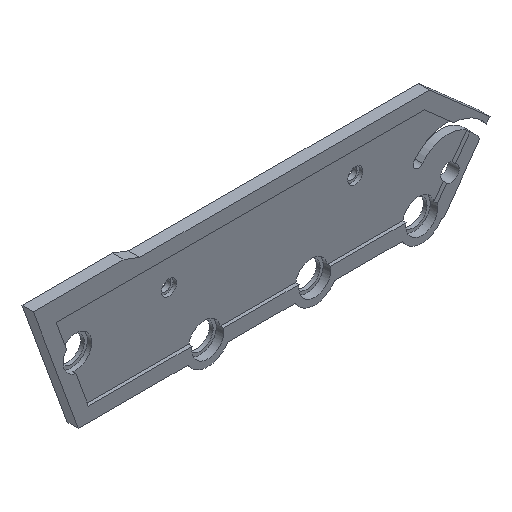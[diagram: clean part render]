
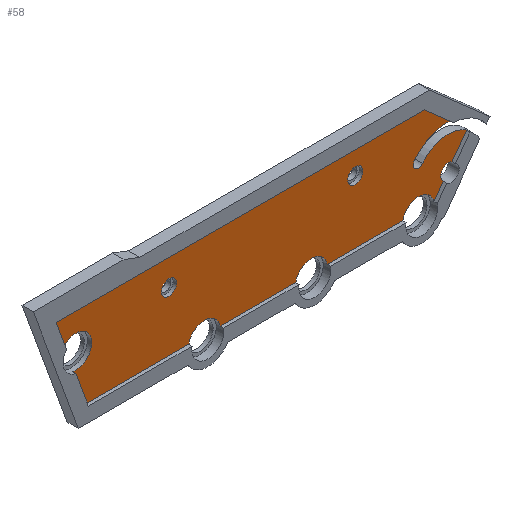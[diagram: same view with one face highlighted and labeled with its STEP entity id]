
A CAD part, isometric view. The second image highlights one B-rep face of the part: STEP entity #58.
In plain terms, the highlighted planar face has unit normal (0, -1, 0).
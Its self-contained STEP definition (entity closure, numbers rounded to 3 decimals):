
#58=ADVANCED_FACE('',(#136,#138,#140),#142,.T.);
#136=FACE_BOUND('',#137,.T.);
#137=EDGE_LOOP('',(#543,#544,#545,#546,#547,#548,#549,#550,#551,#552,#553,#554,#555,
#556,#557,#558,#559,#560));
#138=FACE_BOUND('',#139,.T.);
#139=EDGE_LOOP('',(#561));
#140=FACE_BOUND('',#141,.T.);
#141=EDGE_LOOP('',(#562));
#142=PLANE('',#143);
#143=AXIS2_PLACEMENT_3D('',#144,#145,#146);
#144=CARTESIAN_POINT('',(0.,2.2,0.));
#145=DIRECTION('',(0.,-1.,0.));
#146=DIRECTION('',(1.,0.,0.));
#543=ORIENTED_EDGE('',*,*,#783,.T.);
#544=ORIENTED_EDGE('',*,*,#773,.T.);
#545=ORIENTED_EDGE('',*,*,#784,.T.);
#546=ORIENTED_EDGE('',*,*,#785,.T.);
#547=ORIENTED_EDGE('',*,*,#786,.F.);
#548=ORIENTED_EDGE('',*,*,#787,.T.);
#549=ORIENTED_EDGE('',*,*,#788,.T.);
#550=ORIENTED_EDGE('',*,*,#789,.F.);
#551=ORIENTED_EDGE('',*,*,#790,.T.);
#552=ORIENTED_EDGE('',*,*,#791,.F.);
#553=ORIENTED_EDGE('',*,*,#792,.T.);
#554=ORIENTED_EDGE('',*,*,#793,.F.);
#555=ORIENTED_EDGE('',*,*,#794,.T.);
#556=ORIENTED_EDGE('',*,*,#795,.F.);
#557=ORIENTED_EDGE('',*,*,#796,.F.);
#558=ORIENTED_EDGE('',*,*,#775,.T.);
#559=ORIENTED_EDGE('',*,*,#797,.T.);
#560=ORIENTED_EDGE('',*,*,#798,.T.);
#561=ORIENTED_EDGE('',*,*,#799,.F.);
#562=ORIENTED_EDGE('',*,*,#800,.F.);
#773=EDGE_CURVE('',#927,#929,#931,.T.);
#775=EDGE_CURVE('',#934,#932,#935,.T.);
#783=EDGE_CURVE('',#947,#927,#948,.F.);
#784=EDGE_CURVE('',#929,#949,#950,.T.);
#785=EDGE_CURVE('',#949,#951,#952,.T.);
#786=EDGE_CURVE('',#953,#951,#954,.F.);
#787=EDGE_CURVE('',#953,#955,#956,.T.);
#788=EDGE_CURVE('',#955,#957,#958,.T.);
#789=EDGE_CURVE('',#959,#957,#960,.F.);
#790=EDGE_CURVE('',#959,#961,#962,.T.);
#791=EDGE_CURVE('',#963,#961,#964,.F.);
#792=EDGE_CURVE('',#963,#965,#966,.T.);
#793=EDGE_CURVE('',#967,#965,#968,.F.);
#794=EDGE_CURVE('',#967,#969,#970,.T.);
#795=EDGE_CURVE('',#971,#969,#972,.F.);
#796=EDGE_CURVE('',#934,#971,#973,.F.);
#797=EDGE_CURVE('',#932,#974,#975,.F.);
#798=EDGE_CURVE('',#974,#947,#976,.F.);
#799=EDGE_CURVE('',#977,#977,#978,.F.);
#800=EDGE_CURVE('',#979,#979,#980,.F.);
#927=VERTEX_POINT('',#1221);
#929=VERTEX_POINT('',#1225);
#931=LINE('',#1229,#1230);
#932=VERTEX_POINT('',#1232);
#934=VERTEX_POINT('',#1236);
#935=LINE('',#1237,#1238);
#947=VERTEX_POINT('',#1265);
#948=CIRCLE('',#1266,28.5);
#949=VERTEX_POINT('',#1270);
#950=LINE('',#1271,#1272);
#951=VERTEX_POINT('',#1274);
#952=LINE('',#1275,#1276);
#953=VERTEX_POINT('',#1278);
#954=CIRCLE('',#1279,10.55);
#955=VERTEX_POINT('',#1283);
#956=LINE('',#1284,#1285);
#957=VERTEX_POINT('',#1287);
#958=LINE('',#1288,#1289);
#959=VERTEX_POINT('',#1291);
#960=CIRCLE('',#1292,10.55);
#961=VERTEX_POINT('',#1296);
#962=LINE('',#1297,#1298);
#963=VERTEX_POINT('',#1300);
#964=CIRCLE('',#1301,10.55);
#965=VERTEX_POINT('',#1305);
#966=LINE('',#1306,#1307);
#967=VERTEX_POINT('',#1309);
#968=CIRCLE('',#1310,10.55);
#969=VERTEX_POINT('',#1314);
#970=LINE('',#1315,#1316);
#971=VERTEX_POINT('',#1318);
#972=CIRCLE('',#1319,5.05);
#973=CIRCLE('',#1323,5.05);
#974=VERTEX_POINT('',#1327);
#975=CIRCLE('',#1328,21.5);
#976=CIRCLE('',#1332,3.5);
#977=VERTEX_POINT('',#1336);
#978=CIRCLE('',#1337,5.05);
#979=VERTEX_POINT('',#1341);
#980=CIRCLE('',#1342,5.05);
#1221=CARTESIAN_POINT('',(-24.03,2.2,8.469));
#1225=CARTESIAN_POINT('',(-43.412,2.2,25.5));
#1229=CARTESIAN_POINT('',(-24.03,2.2,8.469));
#1230=VECTOR('',#1231,1.);
#1231=DIRECTION('',(-0.751,0.,0.66));
#1232=CARTESIAN_POINT('',(-13.27,2.2,-2.225));
#1236=CARTESIAN_POINT('',(-22.849,2.2,-15.621));
#1237=CARTESIAN_POINT('',(-22.849,2.2,-15.621));
#1238=VECTOR('',#1239,1.);
#1239=DIRECTION('',(0.582,0.,0.813));
#1265=CARTESIAN_POINT('',(-47.823,2.2,-2.454));
#1266=AXIS2_PLACEMENT_3D('',#1267,#1268,#1269);
#1267=CARTESIAN_POINT('',(-25.365,2.2,-20.));
#1268=DIRECTION('',(0.,-1.,0.));
#1269=DIRECTION('',(0.047,0.,0.999));
#1270=CARTESIAN_POINT('',(-286.433,2.2,25.5));
#1271=CARTESIAN_POINT('',(-43.412,2.2,25.5));
#1272=VECTOR('',#1273,1.);
#1273=DIRECTION('',(-1.,0.,0.));
#1274=CARTESIAN_POINT('',(-279.546,2.2,6.579));
#1275=CARTESIAN_POINT('',(-286.433,2.2,25.5));
#1276=VECTOR('',#1277,1.);
#1277=DIRECTION('',(0.342,0.,-0.94));
#1278=CARTESIAN_POINT('',(-273.388,2.2,-10.341));
#1279=AXIS2_PLACEMENT_3D('',#1280,#1281,#1282);
#1280=CARTESIAN_POINT('',(-271.298,2.2,0.));
#1281=DIRECTION('',(0.,1.,0.));
#1282=DIRECTION('',(-0.782,0.,0.624));
#1283=CARTESIAN_POINT('',(-265.14,2.2,-33.));
#1284=CARTESIAN_POINT('',(-273.388,2.2,-10.341));
#1285=VECTOR('',#1286,1.);
#1286=DIRECTION('',(0.342,0.,-0.94));
#1287=CARTESIAN_POINT('',(-196.657,2.2,-33.));
#1288=CARTESIAN_POINT('',(-265.14,2.2,-33.));
#1289=VECTOR('',#1290,1.);
#1290=DIRECTION('',(1.,0.,0.));
#1291=CARTESIAN_POINT('',(-175.94,2.2,-33.));
#1292=AXIS2_PLACEMENT_3D('',#1293,#1294,#1295);
#1293=CARTESIAN_POINT('',(-186.298,2.2,-35.));
#1294=DIRECTION('',(0.,1.,0.));
#1295=DIRECTION('',(-0.982,0.,0.19));
#1296=CARTESIAN_POINT('',(-126.021,2.2,-33.));
#1297=CARTESIAN_POINT('',(-175.94,2.2,-33.));
#1298=VECTOR('',#1299,1.);
#1299=DIRECTION('',(1.,0.,0.));
#1300=CARTESIAN_POINT('',(-105.304,2.2,-33.));
#1301=AXIS2_PLACEMENT_3D('',#1302,#1303,#1304);
#1302=CARTESIAN_POINT('',(-115.663,2.2,-35.));
#1303=DIRECTION('',(0.,1.,0.));
#1304=DIRECTION('',(-0.982,0.,0.19));
#1305=CARTESIAN_POINT('',(-55.385,2.2,-33.));
#1306=CARTESIAN_POINT('',(-105.304,2.2,-33.));
#1307=VECTOR('',#1308,1.);
#1308=DIRECTION('',(1.,0.,0.));
#1309=CARTESIAN_POINT('',(-34.814,2.2,-32.354));
#1310=AXIS2_PLACEMENT_3D('',#1311,#1312,#1313);
#1311=CARTESIAN_POINT('',(-45.027,2.2,-35.));
#1312=DIRECTION('',(0.,1.,0.));
#1313=DIRECTION('',(-0.982,0.,0.19));
#1314=CARTESIAN_POINT('',(-28.695,2.2,-23.797));
#1315=CARTESIAN_POINT('',(-34.814,2.2,-32.354));
#1316=VECTOR('',#1317,1.);
#1317=DIRECTION('',(0.582,0.,0.813));
#1318=CARTESIAN_POINT('',(-30.415,2.2,-20.));
#1319=AXIS2_PLACEMENT_3D('',#1320,#1321,#1322);
#1320=CARTESIAN_POINT('',(-25.365,2.2,-20.));
#1321=DIRECTION('',(0.,1.,0.));
#1322=DIRECTION('',(-0.659,0.,-0.752));
#1323=AXIS2_PLACEMENT_3D('',#1324,#1325,#1326);
#1324=CARTESIAN_POINT('',(-25.365,2.2,-20.));
#1325=DIRECTION('',(0.,1.,0.));
#1326=DIRECTION('',(-1.,0.,0.));
#1327=CARTESIAN_POINT('',(-42.307,2.2,-6.763));
#1328=AXIS2_PLACEMENT_3D('',#1329,#1330,#1331);
#1329=CARTESIAN_POINT('',(-25.365,2.2,-20.));
#1330=DIRECTION('',(0.,1.,0.));
#1331=DIRECTION('',(-0.788,0.,0.616));
#1332=AXIS2_PLACEMENT_3D('',#1333,#1334,#1335);
#1333=CARTESIAN_POINT('',(-45.065,2.2,-4.608));
#1334=DIRECTION('',(0.,-1.,0.));
#1335=DIRECTION('',(-0.788,0.,0.616));
#1336=CARTESIAN_POINT('',(-214.801,2.2,6.002));
#1337=AXIS2_PLACEMENT_3D('',#1338,#1339,#1340);
#1338=CARTESIAN_POINT('',(-209.751,2.2,6.002));
#1339=DIRECTION('',(0.,1.,0.));
#1340=DIRECTION('',(-1.,0.,0.));
#1341=CARTESIAN_POINT('',(-91.835,2.2,8.502));
#1342=AXIS2_PLACEMENT_3D('',#1343,#1344,#1345);
#1343=CARTESIAN_POINT('',(-86.785,2.2,8.502));
#1344=DIRECTION('',(0.,1.,0.));
#1345=DIRECTION('',(-1.,0.,0.));
